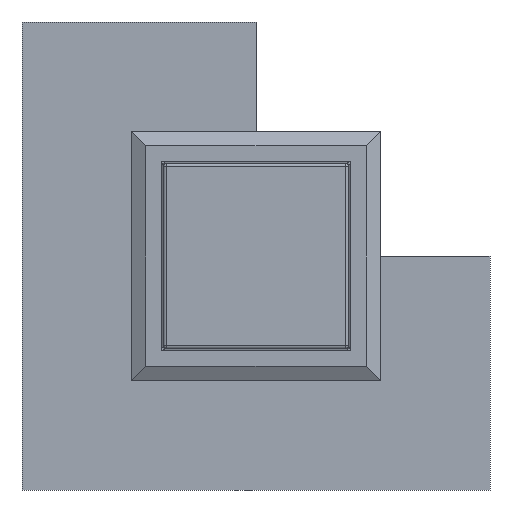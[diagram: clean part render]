
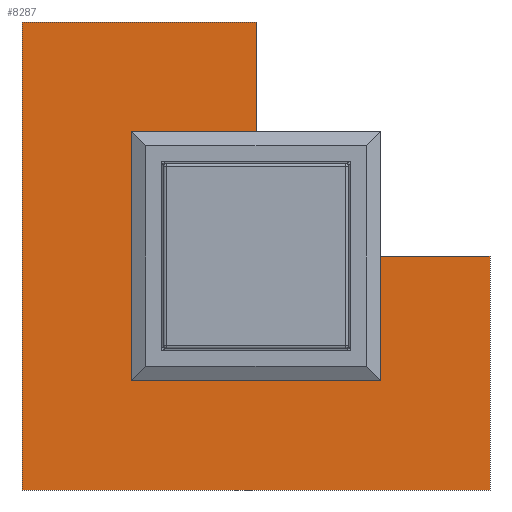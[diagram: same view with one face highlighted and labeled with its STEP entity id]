
A CAD part, front view. The second image highlights one B-rep face of the part: STEP entity #8287.
In plain terms, the highlighted planar face has unit normal (0, -1, 0).
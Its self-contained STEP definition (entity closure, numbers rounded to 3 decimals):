
#616=ORIENTED_EDGE('',*,*,#3038,.F.);
#617=ORIENTED_EDGE('',*,*,#3066,.F.);
#618=ORIENTED_EDGE('',*,*,#3063,.F.);
#619=ORIENTED_EDGE('',*,*,#3060,.F.);
#620=ORIENTED_EDGE('',*,*,#3057,.F.);
#621=ORIENTED_EDGE('',*,*,#3054,.F.);
#622=ORIENTED_EDGE('',*,*,#3051,.F.);
#623=ORIENTED_EDGE('',*,*,#3048,.F.);
#624=ORIENTED_EDGE('',*,*,#3045,.F.);
#625=ORIENTED_EDGE('',*,*,#3042,.F.);
#3038=EDGE_CURVE('',#4274,#4275,#5095,.T.);
#3042=EDGE_CURVE('',#4275,#4278,#5099,.T.);
#3045=EDGE_CURVE('',#4278,#4280,#5102,.T.);
#3048=EDGE_CURVE('',#4280,#4282,#5105,.T.);
#3051=EDGE_CURVE('',#4282,#4284,#5108,.T.);
#3054=EDGE_CURVE('',#4284,#4286,#5111,.T.);
#3057=EDGE_CURVE('',#4286,#4288,#5114,.T.);
#3060=EDGE_CURVE('',#4288,#4290,#5117,.T.);
#3063=EDGE_CURVE('',#4290,#4292,#5120,.T.);
#3066=EDGE_CURVE('',#4292,#4274,#5123,.T.);
#4274=VERTEX_POINT('',#12085);
#4275=VERTEX_POINT('',#12086);
#4278=VERTEX_POINT('',#12094);
#4280=VERTEX_POINT('',#12100);
#4282=VERTEX_POINT('',#12106);
#4284=VERTEX_POINT('',#12112);
#4286=VERTEX_POINT('',#12118);
#4288=VERTEX_POINT('',#12124);
#4290=VERTEX_POINT('',#12130);
#4292=VERTEX_POINT('',#12136);
#5095=LINE('',#12084,#5981);
#5099=LINE('',#12093,#5985);
#5102=LINE('',#12099,#5988);
#5105=LINE('',#12105,#5991);
#5108=LINE('',#12111,#5994);
#5111=LINE('',#12117,#5997);
#5114=LINE('',#12123,#6000);
#5117=LINE('',#12129,#6003);
#5120=LINE('',#12135,#6006);
#5123=LINE('',#12141,#6009);
#5981=VECTOR('',#9650,1000.);
#5985=VECTOR('',#9656,1000.);
#5988=VECTOR('',#9661,1000.);
#5991=VECTOR('',#9666,1000.);
#5994=VECTOR('',#9671,1000.);
#5997=VECTOR('',#9676,1000.);
#6000=VECTOR('',#9681,1000.);
#6003=VECTOR('',#9686,1000.);
#6006=VECTOR('',#9691,1000.);
#6009=VECTOR('',#9696,1000.);
#6878=EDGE_LOOP('',(#616,#617,#618,#619,#620,#621,#622,#623,#624,#625));
#7409=FACE_BOUND('',#6878,.T.);
#7940=PLANE('',#8883);
#8287=ADVANCED_FACE('',(#7409),#7940,.T.);
#8883=AXIS2_PLACEMENT_3D('',#12144,#9700,#9701);
#9650=DIRECTION('',(0.,0.,-1.));
#9656=DIRECTION('',(1.,0.,0.));
#9661=DIRECTION('',(0.,0.,1.));
#9666=DIRECTION('',(1.,0.,0.));
#9671=DIRECTION('',(0.,0.,-1.));
#9676=DIRECTION('',(-1.,0.,0.));
#9681=DIRECTION('',(0.,0.,1.));
#9686=DIRECTION('',(1.,0.,0.));
#9691=DIRECTION('',(0.,0.,-1.));
#9696=DIRECTION('',(-1.,0.,0.));
#9700=DIRECTION('',(0.,-1.,0.));
#9701=DIRECTION('',(0.,0.,-1.));
#12084=CARTESIAN_POINT('',(-10.5,0.,10.5));
#12085=CARTESIAN_POINT('',(-10.5,0.,10.5));
#12086=CARTESIAN_POINT('',(-10.5,0.,-10.5));
#12093=CARTESIAN_POINT('',(-10.5,0.,-10.5));
#12094=CARTESIAN_POINT('',(10.5,0.,-10.5));
#12099=CARTESIAN_POINT('',(10.5,0.,-10.5));
#12100=CARTESIAN_POINT('',(10.5,0.,0.));
#12105=CARTESIAN_POINT('',(22.5,0.,0.));
#12106=CARTESIAN_POINT('',(22.5,0.,0.));
#12111=CARTESIAN_POINT('',(22.5,0.,-22.5));
#12112=CARTESIAN_POINT('',(22.5,0.,-22.5));
#12117=CARTESIAN_POINT('',(-22.5,0.,-22.5));
#12118=CARTESIAN_POINT('',(-22.5,0.,-22.5));
#12123=CARTESIAN_POINT('',(-22.5,0.,22.5));
#12124=CARTESIAN_POINT('',(-22.5,0.,22.5));
#12129=CARTESIAN_POINT('',(0.,0.,22.5));
#12130=CARTESIAN_POINT('',(0.,0.,22.5));
#12135=CARTESIAN_POINT('',(0.,0.,10.5));
#12136=CARTESIAN_POINT('',(0.,0.,10.5));
#12141=CARTESIAN_POINT('',(0.,0.,10.5));
#12144=CARTESIAN_POINT('',(-10.5,0.,-10.5));
